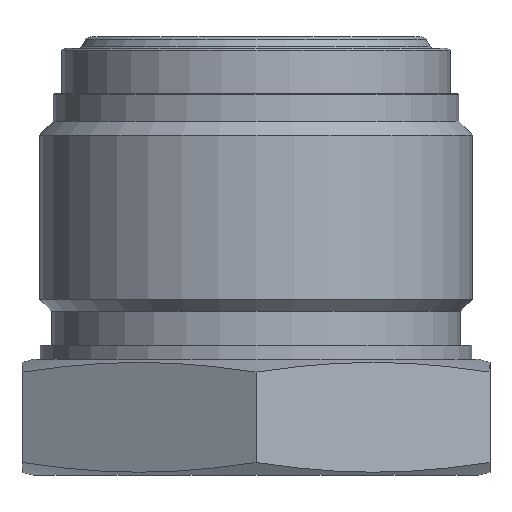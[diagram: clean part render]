
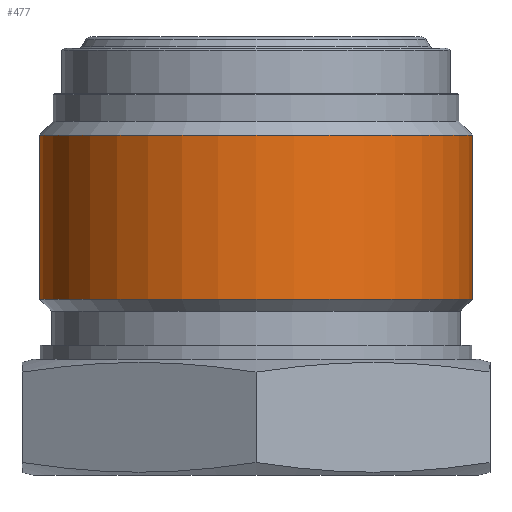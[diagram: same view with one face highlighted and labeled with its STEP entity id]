
A CAD part, front view. The second image highlights one B-rep face of the part: STEP entity #477.
In plain terms, the highlighted cylindrical face has radius 19.05 mm (diameter 38.1 mm), a full revolution.
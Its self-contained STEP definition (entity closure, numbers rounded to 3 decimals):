
#49=CYLINDRICAL_SURFACE('',#563,19.05);
#74=FACE_OUTER_BOUND('',#106,.T.);
#106=EDGE_LOOP('',(#418,#419,#420,#421,#422,#423));
#133=LINE('',#881,#154);
#154=VECTOR('',#705,19.05);
#168=CIRCLE('',#525,19.05);
#171=CIRCLE('',#528,19.05);
#173=CIRCLE('',#532,19.05);
#174=CIRCLE('',#533,19.05);
#204=VERTEX_POINT('',#761);
#205=VERTEX_POINT('',#762);
#215=VERTEX_POINT('',#799);
#216=VERTEX_POINT('',#801);
#253=EDGE_CURVE('',#204,#205,#168,.T.);
#257=EDGE_CURVE('',#205,#204,#171,.T.);
#267=EDGE_CURVE('',#216,#215,#173,.T.);
#268=EDGE_CURVE('',#215,#216,#174,.T.);
#301=EDGE_CURVE('',#216,#205,#133,.T.);
#418=ORIENTED_EDGE('',*,*,#267,.T.);
#419=ORIENTED_EDGE('',*,*,#268,.T.);
#420=ORIENTED_EDGE('',*,*,#301,.T.);
#421=ORIENTED_EDGE('',*,*,#257,.T.);
#422=ORIENTED_EDGE('',*,*,#253,.T.);
#423=ORIENTED_EDGE('',*,*,#301,.F.);
#477=ADVANCED_FACE('',(#74),#49,.T.);
#525=AXIS2_PLACEMENT_3D('',#763,#614,#615);
#528=AXIS2_PLACEMENT_3D('',#769,#621,#622);
#532=AXIS2_PLACEMENT_3D('',#802,#631,#632);
#533=AXIS2_PLACEMENT_3D('',#803,#633,#634);
#563=AXIS2_PLACEMENT_3D('',#880,#703,#704);
#614=DIRECTION('center_axis',(0.,0.,1.));
#615=DIRECTION('ref_axis',(1.,0.,0.));
#621=DIRECTION('center_axis',(0.,0.,1.));
#622=DIRECTION('ref_axis',(1.,0.,0.));
#631=DIRECTION('center_axis',(0.,0.,-1.));
#632=DIRECTION('ref_axis',(1.,0.,0.));
#633=DIRECTION('center_axis',(0.,0.,-1.));
#634=DIRECTION('ref_axis',(1.,0.,0.));
#703=DIRECTION('center_axis',(0.,0.,1.));
#704=DIRECTION('ref_axis',(1.,0.,0.));
#705=DIRECTION('',(0.,0.,-1.));
#761=CARTESIAN_POINT('',(0.,-19.05,15.5));
#762=CARTESIAN_POINT('',(-19.05,0.,15.5));
#763=CARTESIAN_POINT('Origin',(0.,0.,15.5));
#769=CARTESIAN_POINT('Origin',(0.,0.,15.5));
#799=CARTESIAN_POINT('',(0.,-19.05,29.95));
#801=CARTESIAN_POINT('',(-19.05,0.,29.95));
#802=CARTESIAN_POINT('Origin',(0.,0.,29.95));
#803=CARTESIAN_POINT('Origin',(0.,0.,29.95));
#880=CARTESIAN_POINT('Origin',(0.,0.,14.45));
#881=CARTESIAN_POINT('',(-19.05,0.,14.45));
